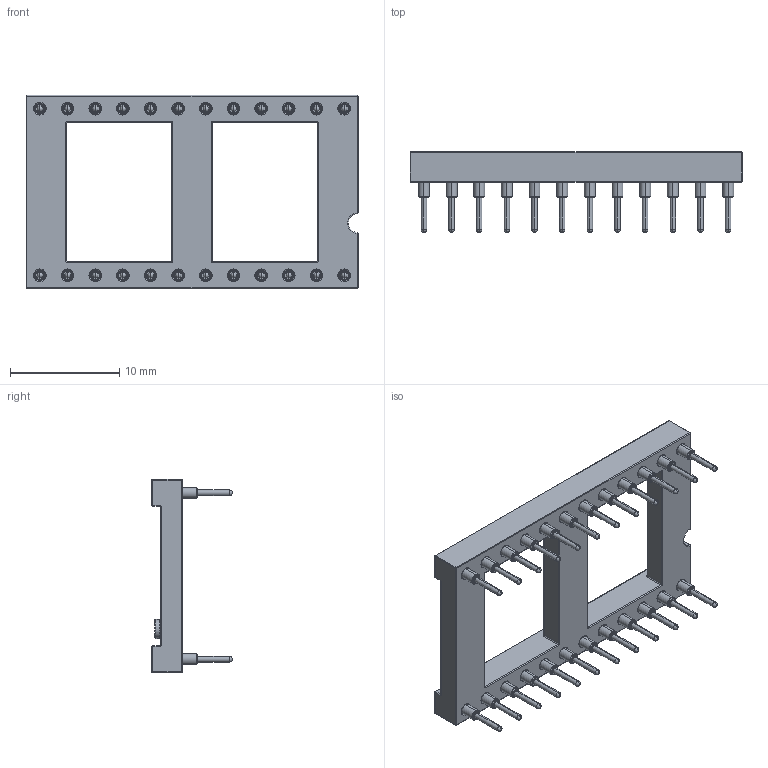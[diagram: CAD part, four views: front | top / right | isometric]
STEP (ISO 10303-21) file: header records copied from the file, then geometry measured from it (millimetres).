
FILE_DESCRIPTION (( 'STEP AP214' ), '1' );
FILE_NAME ('110-xx-624-41-001000.STEP', '2017-10-03T20:55:10', ( '' ), ( '' ), 'SwSTEP 2.0', 'SolidWorks 2014', '' );
FILE_SCHEMA (( 'AUTOMOTIVE_DESIGN' ));
Length unit declared in the file: millimetre
Products named in the file (3): Through-Hole-Pin-AU; 110-xx-624-41-001000
Assembly tree (25 placements, depth 2):
  110-xx-624-41-001000
    110-xx-624-41-001000
    Through-Hole-Pin-AU  x24
Bounding box: 30.4 x 7.37 x 17.7 mm (x, y, z)
Volume: 698.9 mm3; surface area: 1933.5 mm2
Topology: 25 solids, 25 shells, 1154 faces, 2440 edges, 1296 vertices
Faces by surface type: torus 558, cylinder 297, cone 192, plane 91, sphere 16
Entity records: 13292 total; most frequent: DIRECTION 2754, CARTESIAN_POINT 2046, ORIENTED_EDGE 1988, AXIS2_PLACEMENT_3D 1268, EDGE_CURVE 994, CIRCLE 776, VERTEX_POINT 560, EDGE_LOOP 542
